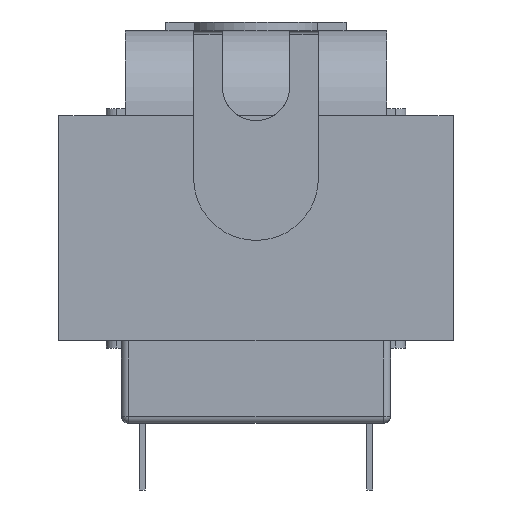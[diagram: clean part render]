
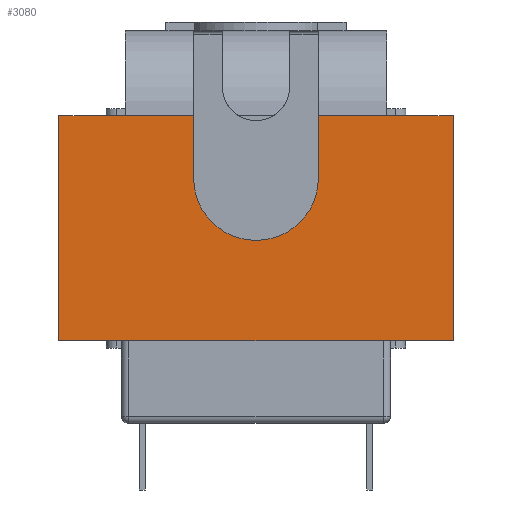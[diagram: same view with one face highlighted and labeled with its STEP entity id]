
A CAD part, left-side view. The second image highlights one B-rep face of the part: STEP entity #3080.
In plain terms, the highlighted planar face has unit normal (-1, 0, 0).
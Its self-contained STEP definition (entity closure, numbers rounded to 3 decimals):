
#458=DIRECTION('',(0.,1.,0.));
#459=VECTOR('',#458,18.988);
#460=CARTESIAN_POINT('',(-33.338,8.8,-13.219));
#461=LINE('',#460,#459);
#462=DIRECTION('',(0.,1.,0.));
#463=VECTOR('',#462,18.988);
#464=CARTESIAN_POINT('',(-33.338,-27.788,-13.219));
#465=LINE('',#464,#463);
#616=DIRECTION('',(0.,0.,1.));
#617=VECTOR('',#616,8.781);
#618=CARTESIAN_POINT('',(-33.338,-8.8,-22.));
#619=LINE('',#618,#617);
#637=DIRECTION('',(0.,1.,0.));
#638=VECTOR('',#637,55.575);
#639=CARTESIAN_POINT('',(-33.338,-27.788,-44.969));
#640=LINE('',#639,#638);
#641=DIRECTION('',(0.,0.,1.));
#642=VECTOR('',#641,31.75);
#643=CARTESIAN_POINT('',(-33.338,-27.788,-44.969));
#644=LINE('',#643,#642);
#855=CARTESIAN_POINT('',(-33.338,0.,-22.));
#856=DIRECTION('',(1.,0.,0.));
#857=DIRECTION('',(0.,-1.,0.));
#858=AXIS2_PLACEMENT_3D('',#855,#856,#857);
#860=DIRECTION('',(0.,0.,1.));
#861=VECTOR('',#860,8.781);
#862=CARTESIAN_POINT('',(-33.338,8.8,-22.));
#863=LINE('',#862,#861);
#1028=DIRECTION('',(0.,0.,1.));
#1029=VECTOR('',#1028,31.75);
#1030=CARTESIAN_POINT('',(-33.338,27.788,-44.969));
#1031=LINE('',#1030,#1029);
#2016=CARTESIAN_POINT('',(-33.338,-27.788,-44.969));
#2017=CARTESIAN_POINT('',(-33.338,-27.788,-13.219));
#2018=VERTEX_POINT('',#2016);
#2019=VERTEX_POINT('',#2017);
#2024=CARTESIAN_POINT('',(-33.338,27.788,-44.969));
#2025=CARTESIAN_POINT('',(-33.338,27.788,-13.219));
#2026=VERTEX_POINT('',#2024);
#2027=VERTEX_POINT('',#2025);
#2032=CARTESIAN_POINT('',(-33.338,-8.8,-22.));
#2033=CARTESIAN_POINT('',(-33.338,-8.8,-13.219));
#2034=VERTEX_POINT('',#2032);
#2035=VERTEX_POINT('',#2033);
#2039=CARTESIAN_POINT('',(-33.338,8.8,-13.219));
#2041=VERTEX_POINT('',#2039);
#2042=CARTESIAN_POINT('',(-33.338,8.8,-22.));
#2043=VERTEX_POINT('',#2042);
#3060=CARTESIAN_POINT('',(-33.338,-27.788,-44.969));
#3061=DIRECTION('',(-1.,0.,0.));
#3062=DIRECTION('',(0.,0.,1.));
#3063=AXIS2_PLACEMENT_3D('',#3060,#3061,#3062);
#3064=PLANE('',#3063);
#3065=ORIENTED_EDGE('',*,*,#3045,.T.);
#3066=ORIENTED_EDGE('',*,*,#2948,.F.);
#3068=ORIENTED_EDGE('',*,*,#3067,.F.);
#3070=ORIENTED_EDGE('',*,*,#3069,.T.);
#3072=ORIENTED_EDGE('',*,*,#3071,.T.);
#3073=ORIENTED_EDGE('',*,*,#2932,.F.);
#3075=ORIENTED_EDGE('',*,*,#3074,.F.);
#3077=ORIENTED_EDGE('',*,*,#3076,.F.);
#3078=EDGE_LOOP('',(#3065,#3066,#3068,#3070,#3072,#3073,#3075,#3077));
#3079=FACE_OUTER_BOUND('',#3078,.F.);
#859=CIRCLE('',#858,8.8);
#2932=EDGE_CURVE('',#2041,#2027,#461,.T.);
#2948=EDGE_CURVE('',#2019,#2035,#465,.T.);
#3045=EDGE_CURVE('',#2034,#2035,#619,.T.);
#3067=EDGE_CURVE('',#2018,#2019,#644,.T.);
#3069=EDGE_CURVE('',#2018,#2026,#640,.T.);
#3071=EDGE_CURVE('',#2026,#2027,#1031,.T.);
#3074=EDGE_CURVE('',#2043,#2041,#863,.T.);
#3076=EDGE_CURVE('',#2034,#2043,#859,.T.);
#3080=ADVANCED_FACE('',(#3079),#3064,.T.);
